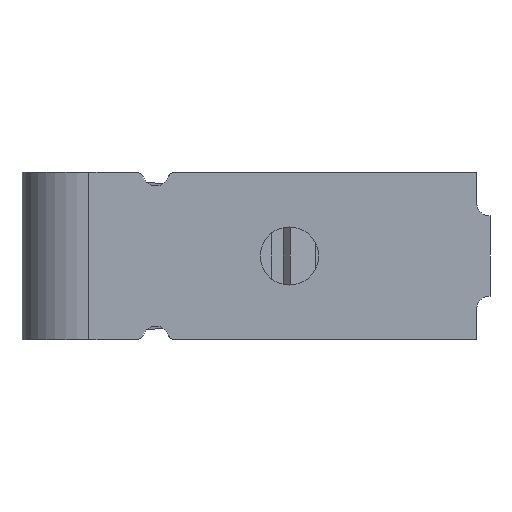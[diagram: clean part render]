
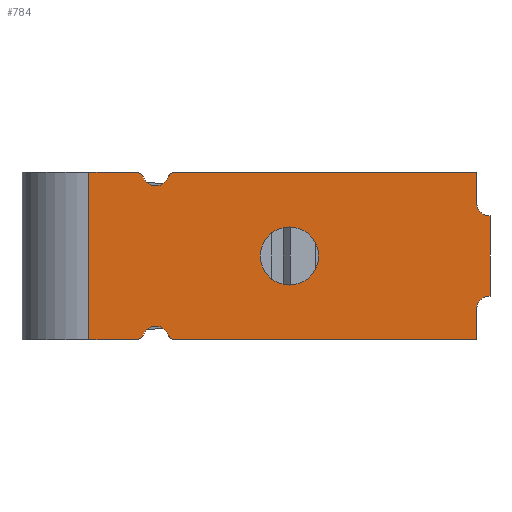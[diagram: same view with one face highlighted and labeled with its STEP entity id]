
A CAD part, front view. The second image highlights one B-rep face of the part: STEP entity #784.
In plain terms, the highlighted planar face has unit normal (0, -1, 0).
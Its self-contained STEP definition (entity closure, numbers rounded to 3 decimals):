
#33=DIRECTION('',(1.,0.,0.));
#34=VECTOR('',#33,0.717);
#35=CARTESIAN_POINT('',(-2.71,-2.6,-1.25));
#36=LINE('',#35,#34);
#41=DIRECTION('',(1.,0.,0.));
#42=VECTOR('',#41,4.517);
#43=CARTESIAN_POINT('',(-1.427,-2.6,-1.25));
#44=LINE('',#43,#42);
#53=CARTESIAN_POINT('',(0.29,-2.6,0.));
#54=DIRECTION('',(0.,-1.,0.));
#55=DIRECTION('',(1.,0.,0.));
#56=AXIS2_PLACEMENT_3D('',#53,#54,#55);
#58=CARTESIAN_POINT('',(0.29,-2.6,0.));
#59=DIRECTION('',(0.,-1.,0.));
#60=DIRECTION('',(-1.,0.,0.));
#61=AXIS2_PLACEMENT_3D('',#58,#59,#60);
#63=CARTESIAN_POINT('',(-1.993,-2.6,1.15));
#64=DIRECTION('',(0.,-1.,0.));
#65=DIRECTION('',(0.943,0.,0.333));
#66=AXIS2_PLACEMENT_3D('',#63,#64,#65);
#68=CARTESIAN_POINT('',(-1.71,-2.6,1.25));
#69=DIRECTION('',(0.,1.,0.));
#70=DIRECTION('',(0.943,0.,-0.333));
#71=AXIS2_PLACEMENT_3D('',#68,#69,#70);
#73=CARTESIAN_POINT('',(-1.427,-2.6,1.15));
#74=DIRECTION('',(0.,-1.,0.));
#75=DIRECTION('',(0.,0.,1.));
#76=AXIS2_PLACEMENT_3D('',#73,#74,#75);
#78=DIRECTION('',(0.,0.,-1.));
#79=VECTOR('',#78,0.45);
#80=CARTESIAN_POINT('',(3.09,-2.6,1.25));
#81=LINE('',#80,#79);
#82=CARTESIAN_POINT('',(3.29,-2.6,0.8));
#83=DIRECTION('',(0.,1.,0.));
#84=DIRECTION('',(0.,0.,-1.));
#85=AXIS2_PLACEMENT_3D('',#82,#83,#84);
#87=CARTESIAN_POINT('',(3.29,-2.6,-0.8));
#88=DIRECTION('',(0.,1.,0.));
#89=DIRECTION('',(-1.,0.,0.));
#90=AXIS2_PLACEMENT_3D('',#87,#88,#89);
#92=DIRECTION('',(0.,0.,1.));
#93=VECTOR('',#92,0.45);
#94=CARTESIAN_POINT('',(3.09,-2.6,-1.25));
#95=LINE('',#94,#93);
#96=CARTESIAN_POINT('',(-1.427,-2.6,-1.15));
#97=DIRECTION('',(0.,-1.,0.));
#98=DIRECTION('',(-0.943,0.,-0.333));
#99=AXIS2_PLACEMENT_3D('',#96,#97,#98);
#101=CARTESIAN_POINT('',(-1.71,-2.6,-1.25));
#102=DIRECTION('',(0.,1.,0.));
#103=DIRECTION('',(-0.943,0.,0.333));
#104=AXIS2_PLACEMENT_3D('',#101,#102,#103);
#106=CARTESIAN_POINT('',(-1.993,-2.6,-1.15));
#107=DIRECTION('',(0.,-1.,0.));
#108=DIRECTION('',(0.,0.,-1.));
#109=AXIS2_PLACEMENT_3D('',#106,#107,#108);
#111=DIRECTION('',(0.,0.,1.));
#112=VECTOR('',#111,2.5);
#113=CARTESIAN_POINT('',(-2.71,-2.6,-1.25));
#114=LINE('',#113,#112);
#197=DIRECTION('',(1.,0.,0.));
#198=VECTOR('',#197,0.717);
#199=CARTESIAN_POINT('',(-2.71,-2.6,1.25));
#200=LINE('',#199,#198);
#231=DIRECTION('',(1.,0.,0.));
#232=VECTOR('',#231,4.517);
#233=CARTESIAN_POINT('',(-1.427,-2.6,1.25));
#234=LINE('',#233,#232);
#519=DIRECTION('',(0.,0.,1.));
#520=VECTOR('',#519,1.2);
#521=CARTESIAN_POINT('',(3.29,-2.6,-0.6));
#522=LINE('',#521,#520);
#539=CARTESIAN_POINT('',(-2.71,-2.6,-1.25));
#540=CARTESIAN_POINT('',(-2.71,-2.6,1.25));
#541=VERTEX_POINT('',#539);
#542=VERTEX_POINT('',#540);
#547=CARTESIAN_POINT('',(3.09,-2.6,-1.25));
#549=VERTEX_POINT('',#547);
#551=CARTESIAN_POINT('',(3.09,-2.6,1.25));
#553=VERTEX_POINT('',#551);
#555=CARTESIAN_POINT('',(3.09,-2.6,-0.8));
#556=VERTEX_POINT('',#555);
#557=CARTESIAN_POINT('',(3.29,-2.6,-0.6));
#558=VERTEX_POINT('',#557);
#559=CARTESIAN_POINT('',(3.29,-2.6,0.6));
#560=CARTESIAN_POINT('',(3.09,-2.6,0.8));
#561=VERTEX_POINT('',#559);
#562=VERTEX_POINT('',#560);
#605=CARTESIAN_POINT('',(0.725,-2.6,0.));
#606=CARTESIAN_POINT('',(-0.145,-2.6,0.));
#607=VERTEX_POINT('',#605);
#608=VERTEX_POINT('',#606);
#649=CARTESIAN_POINT('',(-1.899,-2.6,1.183));
#650=VERTEX_POINT('',#649);
#651=CARTESIAN_POINT('',(-1.993,-2.6,1.25));
#652=VERTEX_POINT('',#651);
#653=CARTESIAN_POINT('',(-1.427,-2.6,1.25));
#654=CARTESIAN_POINT('',(-1.521,-2.6,1.183));
#655=VERTEX_POINT('',#653);
#656=VERTEX_POINT('',#654);
#661=CARTESIAN_POINT('',(-1.993,-2.6,-1.25));
#662=CARTESIAN_POINT('',(-1.899,-2.6,-1.183));
#663=VERTEX_POINT('',#661);
#664=VERTEX_POINT('',#662);
#673=CARTESIAN_POINT('',(-1.521,-2.6,-1.183));
#674=VERTEX_POINT('',#673);
#675=CARTESIAN_POINT('',(-1.427,-2.6,-1.25));
#676=VERTEX_POINT('',#675);
#742=CARTESIAN_POINT('',(-2.71,-2.6,-1.25));
#743=DIRECTION('',(0.,-1.,0.));
#744=DIRECTION('',(1.,0.,0.));
#745=AXIS2_PLACEMENT_3D('',#742,#743,#744);
#746=PLANE('',#745);
#748=ORIENTED_EDGE('',*,*,#747,.F.);
#750=ORIENTED_EDGE('',*,*,#749,.F.);
#752=ORIENTED_EDGE('',*,*,#751,.F.);
#754=ORIENTED_EDGE('',*,*,#753,.T.);
#756=ORIENTED_EDGE('',*,*,#755,.T.);
#758=ORIENTED_EDGE('',*,*,#757,.F.);
#760=ORIENTED_EDGE('',*,*,#759,.F.);
#762=ORIENTED_EDGE('',*,*,#761,.F.);
#764=ORIENTED_EDGE('',*,*,#763,.F.);
#765=ORIENTED_EDGE('',*,*,#711,.F.);
#767=ORIENTED_EDGE('',*,*,#766,.F.);
#769=ORIENTED_EDGE('',*,*,#768,.F.);
#770=ORIENTED_EDGE('',*,*,#732,.F.);
#771=ORIENTED_EDGE('',*,*,#692,.F.);
#773=ORIENTED_EDGE('',*,*,#772,.T.);
#775=ORIENTED_EDGE('',*,*,#774,.T.);
#776=EDGE_LOOP('',(#748,#750,#752,#754,#756,#758,#760,#762,#764,#765,#767,#769,
#770,#771,#773,#775));
#777=FACE_OUTER_BOUND('',#776,.F.);
#779=ORIENTED_EDGE('',*,*,#778,.T.);
#781=ORIENTED_EDGE('',*,*,#780,.T.);
#782=EDGE_LOOP('',(#779,#781));
#783=FACE_BOUND('',#782,.F.);
#57=CIRCLE('',#56,0.435);
#62=CIRCLE('',#61,0.435);
#67=CIRCLE('',#66,0.1);
#72=CIRCLE('',#71,0.2);
#77=CIRCLE('',#76,0.1);
#86=CIRCLE('',#85,0.2);
#91=CIRCLE('',#90,0.2);
#100=CIRCLE('',#99,0.1);
#105=CIRCLE('',#104,0.2);
#110=CIRCLE('',#109,0.1);
#692=EDGE_CURVE('',#541,#663,#36,.T.);
#711=EDGE_CURVE('',#676,#549,#44,.T.);
#732=EDGE_CURVE('',#663,#664,#110,.T.);
#747=EDGE_CURVE('',#650,#652,#67,.T.);
#749=EDGE_CURVE('',#656,#650,#72,.T.);
#751=EDGE_CURVE('',#655,#656,#77,.T.);
#753=EDGE_CURVE('',#655,#553,#234,.T.);
#755=EDGE_CURVE('',#553,#562,#81,.T.);
#757=EDGE_CURVE('',#561,#562,#86,.T.);
#759=EDGE_CURVE('',#558,#561,#522,.T.);
#761=EDGE_CURVE('',#556,#558,#91,.T.);
#763=EDGE_CURVE('',#549,#556,#95,.T.);
#766=EDGE_CURVE('',#674,#676,#100,.T.);
#768=EDGE_CURVE('',#664,#674,#105,.T.);
#772=EDGE_CURVE('',#541,#542,#114,.T.);
#774=EDGE_CURVE('',#542,#652,#200,.T.);
#778=EDGE_CURVE('',#607,#608,#57,.T.);
#780=EDGE_CURVE('',#608,#607,#62,.T.);
#784=ADVANCED_FACE('',(#777,#783),#746,.T.);
